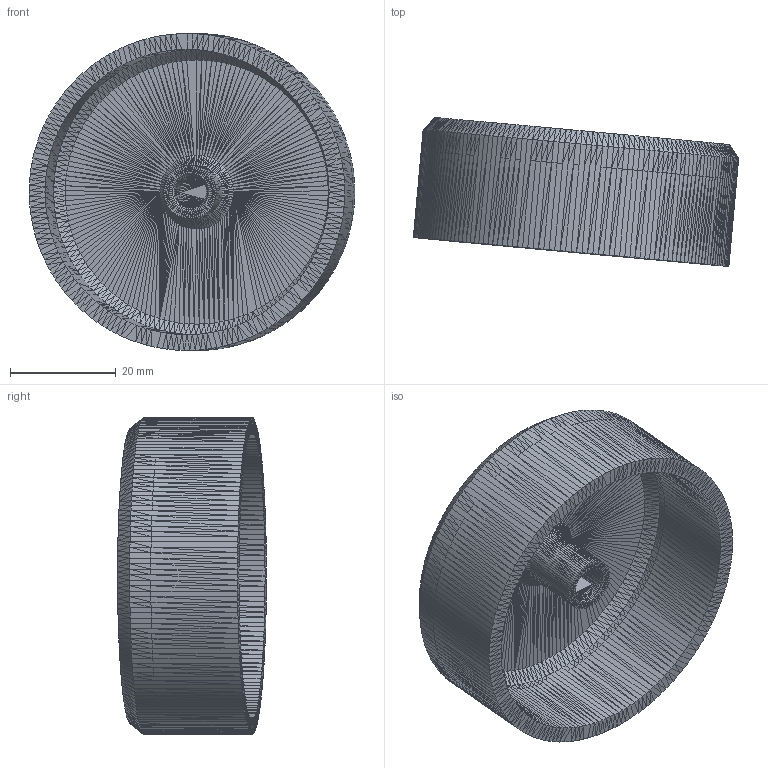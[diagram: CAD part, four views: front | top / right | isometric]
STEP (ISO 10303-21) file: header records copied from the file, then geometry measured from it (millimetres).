
FILE_DESCRIPTION(('FreeCAD Model'),'2;1');
FILE_NAME('knob_smooth.step','2019-12-20T18:56:48',('Author'),(''), 'Open CASCADE STEP processor 7.3','FreeCAD','Unknown');
FILE_SCHEMA(('AUTOMOTIVE_DESIGN { 1 0 10303 214 1 1 1 1 }'));
Products named in the file (1): knob_smooth002
Bounding box: 61.62 x 28.2 x 60 mm (x, y, z)
Surface area: 13577.4 mm2 (no closed solid volume)
Topology: 0 solids, 1 shells, 3411 faces, 5342 edges, 1933 vertices
Faces by surface type: plane 3411
Entity records: 68577 total; most frequent: DIRECTION 12166, CARTESIAN_POINT 10687, ORIENTED_EDGE 10684, EDGE_CURVE 5342, LINE 5342, VECTOR 5342, AXIS2_PLACEMENT_3D 3412, ADVANCED_FACE 3411
